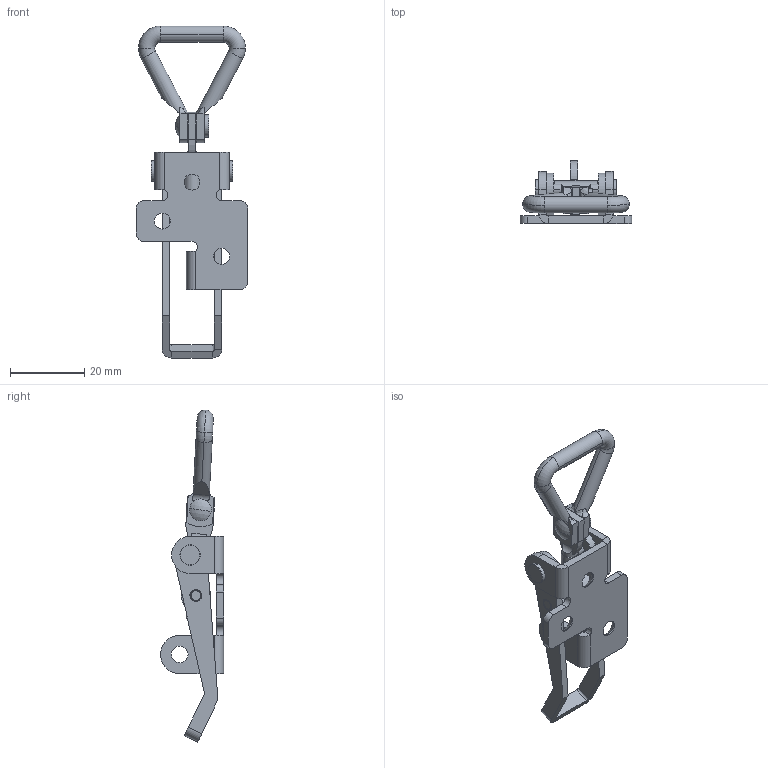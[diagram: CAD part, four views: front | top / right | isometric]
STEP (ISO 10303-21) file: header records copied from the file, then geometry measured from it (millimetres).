
FILE_DESCRIPTION (( 'STEP AP214' ), '1' );
FILE_NAME ('520125 - 701 LC ZP Hinged.STEP', '2018-03-01T14:09:56', ( '' ), ( '' ), 'SwSTEP 2.0', 'SolidWorks 2015', '' );
FILE_SCHEMA (( 'AUTOMOTIVE_DESIGN' ));
Length unit declared in the file: millimetre
Products named in the file (17): 701 - Nit ledad; 701 - Ring ledad; 701 - skruvämne ledad; 620501; 62001; 72100; 701 - LC; 520125 - 701 LC ZP Hinged; 701 - Ledad skruvögla
Assembly tree (9 placements, depth 3):
  701 - Nit ledad
  701 - Ring ledad
  701 - skruvämne ledad
  620501
  62001
Bounding box: 30 x 17 x 89.47 mm (x, y, z)
Volume: 5748.3 mm3; surface area: 7282.1 mm2
Topology: 8 solids, 8 shells, 220 faces, 514 edges, 315 vertices
Faces by surface type: cylinder 89, plane 87, cone 18, torus 12, bspline 12, sphere 2
Entity records: 6748 total; most frequent: CARTESIAN_POINT 1519, DIRECTION 1048, ORIENTED_EDGE 968, EDGE_CURVE 484, AXIS2_PLACEMENT_3D 404, VERTEX_POINT 299, EDGE_LOOP 241, LINE 240
